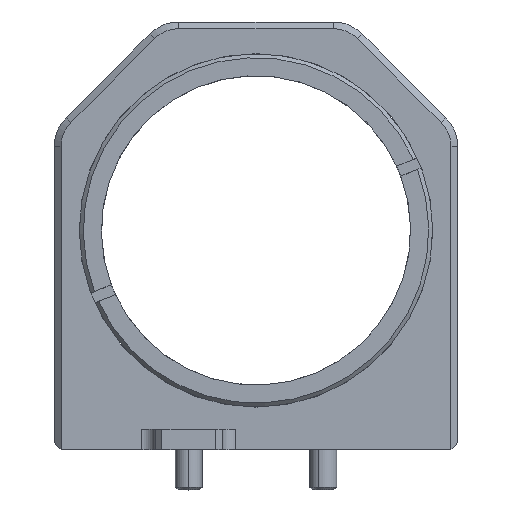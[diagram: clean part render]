
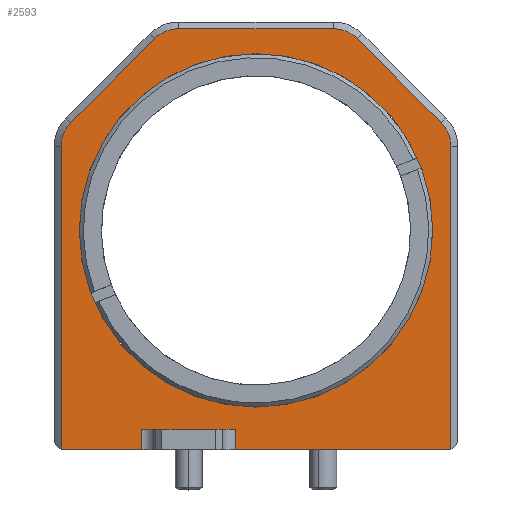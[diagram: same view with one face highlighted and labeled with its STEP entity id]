
A CAD part, top view. The second image highlights one B-rep face of the part: STEP entity #2593.
In plain terms, the highlighted planar face has unit normal (0, 0, 1).
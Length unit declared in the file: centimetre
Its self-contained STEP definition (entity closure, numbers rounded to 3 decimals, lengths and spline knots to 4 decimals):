
#16 = DIRECTION ( 'NONE',  ( 1., 0., 0. ) ) ;
#17 = DIRECTION ( 'NONE',  ( 0., 0., 1. ) ) ;
#18 = CARTESIAN_POINT ( 'NONE',  ( -0.3382, 0.3421, 0.6 ) ) ;
#21 = AXIS2_PLACEMENT_3D ( 'NONE', #18, #17, #16 ) ;
#61 = VECTOR ( 'NONE', #255, 100. ) ;
#62 = CARTESIAN_POINT ( 'NONE',  ( -1.7882, -1.2379, 0.6 ) ) ;
#63 = LINE ( 'NONE', #62, #61 ) ;
#149 = CIRCLE ( 'NONE', #21, 1.3144 ) ;
#228 = AXIS2_PLACEMENT_3D ( 'NONE', #440, #439, #438 ) ;
#237 = CIRCLE ( 'NONE', #228, 0.25 ) ;
#255 = DIRECTION ( 'NONE',  ( 0., -1., 0. ) ) ;
#261 = CARTESIAN_POINT ( 'NONE',  ( -1.7882, -1.2879, 0.6 ) ) ;
#303 = DIRECTION ( 'NONE',  ( -0.707, -0.707, 0. ) ) ;
#304 = VECTOR ( 'NONE', #303, 100. ) ;
#339 = CARTESIAN_POINT ( 'NONE',  ( 1.0386, 1.1446, 0.6 ) ) ;
#370 = DIRECTION ( 'NONE',  ( -1., 0., 0. ) ) ;
#371 = VECTOR ( 'NONE', #370, 100. ) ;
#372 = CARTESIAN_POINT ( 'NONE',  ( -1.8382, 1.8421, 0.6 ) ) ;
#374 = LINE ( 'NONE', #372, #371 ) ;
#392 = CARTESIAN_POINT ( 'NONE',  ( 0.2375, 1.8421, 0.6 ) ) ;
#393 = LINE ( 'NONE', #414, #304 ) ;
#414 = CARTESIAN_POINT ( 'NONE',  ( -2.9929, -0.1332, 0.6 ) ) ;
#416 = DIRECTION ( 'NONE',  ( 1., 0., 0. ) ) ;
#417 = DIRECTION ( 'NONE',  ( 0., 0., 1. ) ) ;
#418 = CIRCLE ( 'NONE', #430, 0.25 ) ;
#426 = CARTESIAN_POINT ( 'NONE',  ( -1.715, 1.1446, 0.6 ) ) ;
#430 = AXIS2_PLACEMENT_3D ( 'NONE', #431, #417, #416 ) ;
#431 = CARTESIAN_POINT ( 'NONE',  ( -1.5382, 0.9679, 0.6 ) ) ;
#438 = DIRECTION ( 'NONE',  ( 1., 0., 0. ) ) ;
#439 = DIRECTION ( 'NONE',  ( 0., 0., 1. ) ) ;
#440 = CARTESIAN_POINT ( 'NONE',  ( 0.8618, 0.9679, 0.6 ) ) ;
#477 = DIRECTION ( 'NONE',  ( 1., 0., 0. ) ) ;
#478 = DIRECTION ( 'NONE',  ( 0., 0., 1. ) ) ;
#479 = CARTESIAN_POINT ( 'NONE',  ( -0.9139, 1.5921, 0.6 ) ) ;
#484 = CIRCLE ( 'NONE', #489, 0.25 ) ;
#489 = AXIS2_PLACEMENT_3D ( 'NONE', #479, #478, #477 ) ;
#529 = DIRECTION ( 'NONE',  ( -0.707, 0.707, 0. ) ) ;
#530 = VECTOR ( 'NONE', #529, 100. ) ;
#531 = CARTESIAN_POINT ( 'NONE',  ( 0.8164, 1.3668, 0.6 ) ) ;
#533 = LINE ( 'NONE', #531, #530 ) ;
#538 = CARTESIAN_POINT ( 'NONE',  ( 0.4143, 1.7689, 0.6 ) ) ;
#645 = CARTESIAN_POINT ( 'NONE',  ( -1.0907, 1.7689, 0.6 ) ) ;
#708 = CARTESIAN_POINT ( 'NONE',  ( 1.1118, 0.9679, 0.6 ) ) ;
#720 = DIRECTION ( 'NONE',  ( -1., 0., 0. ) ) ;
#721 = VECTOR ( 'NONE', #720, 100. ) ;
#722 = CARTESIAN_POINT ( 'NONE',  ( -0.5882, -1.2879, 0.6 ) ) ;
#724 = DIRECTION ( 'NONE',  ( -1., 0., 0. ) ) ;
#725 = VECTOR ( 'NONE', #724, 100. ) ;
#726 = CARTESIAN_POINT ( 'NONE',  ( -1.943, -1.2879, 0.6 ) ) ;
#727 = LINE ( 'NONE', #726, #725 ) ;
#728 = LINE ( 'NONE', #722, #721 ) ;
#740 = CARTESIAN_POINT ( 'NONE',  ( 1.1118, -1.2879, 0.6 ) ) ;
#742 = DIRECTION ( 'NONE',  ( 1., 0., 0. ) ) ;
#743 = DIRECTION ( 'NONE',  ( 0., 0., 1. ) ) ;
#744 = CARTESIAN_POINT ( 'NONE',  ( 0.2375, 1.5921, 0.6 ) ) ;
#745 = CIRCLE ( 'NONE', #752, 0.25 ) ;
#752 = AXIS2_PLACEMENT_3D ( 'NONE', #744, #743, #742 ) ;
#794 = CARTESIAN_POINT ( 'NONE',  ( -0.9139, 1.8421, 0.6 ) ) ;
#826 = DIRECTION ( 'NONE',  ( 1., 0., 0. ) ) ;
#827 = VECTOR ( 'NONE', #826, 100. ) ;
#828 = CARTESIAN_POINT ( 'NONE',  ( -1.8382, -1.1379, 0.6 ) ) ;
#835 = LINE ( 'NONE', #828, #827 ) ;
#839 = CARTESIAN_POINT ( 'NONE',  ( -0.4882, -1.2879, 0.6 ) ) ;
#868 = CARTESIAN_POINT ( 'NONE',  ( -0.4882, -1.1379, 0.6 ) ) ;
#890 = DIRECTION ( 'NONE',  ( 0., 1., 0. ) ) ;
#891 = VECTOR ( 'NONE', #890, 100. ) ;
#892 = CARTESIAN_POINT ( 'NONE',  ( 1.1118, 0.9679, 0.6 ) ) ;
#893 = LINE ( 'NONE', #892, #891 ) ;
#900 = DIRECTION ( 'NONE',  ( 1., 0., 0. ) ) ;
#901 = DIRECTION ( 'NONE',  ( 0., 0., 1. ) ) ;
#908 = CARTESIAN_POINT ( 'NONE',  ( -1.8382, -1.2879, 0.6 ) ) ;
#909 = AXIS2_PLACEMENT_3D ( 'NONE', #908, #901, #900 ) ;
#914 = FACE_OUTER_BOUND ( 'NONE', #2445, .T. ) ;
#925 = PLANE ( 'NONE',  #909 ) ;
#976 = DIRECTION ( 'NONE',  ( 0., -1., 0. ) ) ;
#977 = VECTOR ( 'NONE', #976, 100. ) ;
#978 = CARTESIAN_POINT ( 'NONE',  ( -0.4882, -1.2879, 0.6 ) ) ;
#979 = LINE ( 'NONE', #978, #977 ) ;
#1081 = FACE_BOUND ( 'NONE', #2597, .T. ) ;
#1662 = CARTESIAN_POINT ( 'NONE',  ( -1.7882, 0.9679, 0.6 ) ) ;
#1726 = VERTEX_POINT ( 'NONE', #2830 ) ;
#1728 = VERTEX_POINT ( 'NONE', #2832 ) ;
#1745 = VERTEX_POINT ( 'NONE', #3021 ) ;
#1783 = VERTEX_POINT ( 'NONE', #2950 ) ;
#1837 = EDGE_CURVE ( 'NONE', #1728, #1745, #3103, .T. ) ;
#1842 = EDGE_CURVE ( 'NONE', #1783, #1726, #3086, .T. ) ;
#2001 = VERTEX_POINT ( 'NONE', #1662 ) ;
#2056 = EDGE_CURVE ( 'NONE', #1726, #1783, #149, .T. ) ;
#2135 = VERTEX_POINT ( 'NONE', #392 ) ;
#2141 = EDGE_CURVE ( 'NONE', #2135, #2392, #374, .T. ) ;
#2178 = VERTEX_POINT ( 'NONE', #339 ) ;
#2194 = EDGE_CURVE ( 'NONE', #2383, #2178, #237, .T. ) ;
#2206 = EDGE_CURVE ( 'NONE', #2210, #2001, #418, .T. ) ;
#2210 = VERTEX_POINT ( 'NONE', #426 ) ;
#2221 = EDGE_CURVE ( 'NONE', #2286, #2210, #393, .T. ) ;
#2242 = VERTEX_POINT ( 'NONE', #261 ) ;
#2249 = EDGE_CURVE ( 'NONE', #2001, #2242, #63, .T. ) ;
#2286 = VERTEX_POINT ( 'NONE', #645 ) ;
#2330 = EDGE_CURVE ( 'NONE', #2392, #2286, #484, .T. ) ;
#2346 = VERTEX_POINT ( 'NONE', #538 ) ;
#2347 = EDGE_CURVE ( 'NONE', #2178, #2346, #533, .T. ) ;
#2383 = VERTEX_POINT ( 'NONE', #708 ) ;
#2392 = VERTEX_POINT ( 'NONE', #794 ) ;
#2423 = EDGE_CURVE ( 'NONE', #2346, #2135, #745, .T. ) ;
#2432 = VERTEX_POINT ( 'NONE', #740 ) ;
#2444 = ORIENTED_EDGE ( 'NONE', *, *, #2141, .T. ) ;
#2445 = EDGE_LOOP ( 'NONE', ( #2592, #2603, #2604, #2489, #2595, #2444, #2449, #2454, #2594, #2451, #2448, #2455, #2491, #2488 ) ) ;
#2448 = ORIENTED_EDGE ( 'NONE', *, *, #2450, .F. ) ;
#2449 = ORIENTED_EDGE ( 'NONE', *, *, #2330, .T. ) ;
#2450 = EDGE_CURVE ( 'NONE', #1728, #2242, #727, .T. ) ;
#2451 = ORIENTED_EDGE ( 'NONE', *, *, #2249, .T. ) ;
#2452 = VERTEX_POINT ( 'NONE', #868 ) ;
#2454 = ORIENTED_EDGE ( 'NONE', *, *, #2221, .T. ) ;
#2455 = ORIENTED_EDGE ( 'NONE', *, *, #1837, .T. ) ;
#2459 = EDGE_CURVE ( 'NONE', #2432, #2490, #728, .T. ) ;
#2463 = EDGE_CURVE ( 'NONE', #2432, #2383, #893, .T. ) ;
#2486 = EDGE_CURVE ( 'NONE', #1745, #2452, #835, .T. ) ;
#2487 = ORIENTED_EDGE ( 'NONE', *, *, #2056, .F. ) ;
#2488 = ORIENTED_EDGE ( 'NONE', *, *, #2596, .T. ) ;
#2489 = ORIENTED_EDGE ( 'NONE', *, *, #2347, .T. ) ;
#2490 = VERTEX_POINT ( 'NONE', #839 ) ;
#2491 = ORIENTED_EDGE ( 'NONE', *, *, #2486, .T. ) ;
#2592 = ORIENTED_EDGE ( 'NONE', *, *, #2459, .F. ) ;
#2593 = ADVANCED_FACE ( 'NONE', ( #914, #1081 ), #925, .T. ) ;
#2594 = ORIENTED_EDGE ( 'NONE', *, *, #2206, .T. ) ;
#2595 = ORIENTED_EDGE ( 'NONE', *, *, #2423, .T. ) ;
#2596 = EDGE_CURVE ( 'NONE', #2452, #2490, #979, .T. ) ;
#2597 = EDGE_LOOP ( 'NONE', ( #2600, #2487 ) ) ;
#2600 = ORIENTED_EDGE ( 'NONE', *, *, #1842, .F. ) ;
#2603 = ORIENTED_EDGE ( 'NONE', *, *, #2463, .T. ) ;
#2604 = ORIENTED_EDGE ( 'NONE', *, *, #2194, .T. ) ;
#2830 = CARTESIAN_POINT ( 'NONE',  ( 0.9762, 0.3421, 0.6 ) ) ;
#2832 = CARTESIAN_POINT ( 'NONE',  ( -1.1882, -1.2879, 0.6 ) ) ;
#2950 = CARTESIAN_POINT ( 'NONE',  ( -1.6527, 0.3421, 0.6 ) ) ;
#3021 = CARTESIAN_POINT ( 'NONE',  ( -1.1882, -1.1379, 0.6 ) ) ;
#3080 = DIRECTION ( 'NONE',  ( 1., 0., 0. ) ) ;
#3081 = DIRECTION ( 'NONE',  ( 0., 0., 1. ) ) ;
#3082 = CARTESIAN_POINT ( 'NONE',  ( -0.3382, 0.3421, 0.6 ) ) ;
#3083 = DIRECTION ( 'NONE',  ( 0., 1., 0. ) ) ;
#3084 = VECTOR ( 'NONE', #3083, 100. ) ;
#3085 = CARTESIAN_POINT ( 'NONE',  ( -1.1882, -1.2879, 0.6 ) ) ;
#3086 = CIRCLE ( 'NONE', #3092, 1.3144 ) ;
#3092 = AXIS2_PLACEMENT_3D ( 'NONE', #3082, #3081, #3080 ) ;
#3103 = LINE ( 'NONE', #3085, #3084 ) ;
